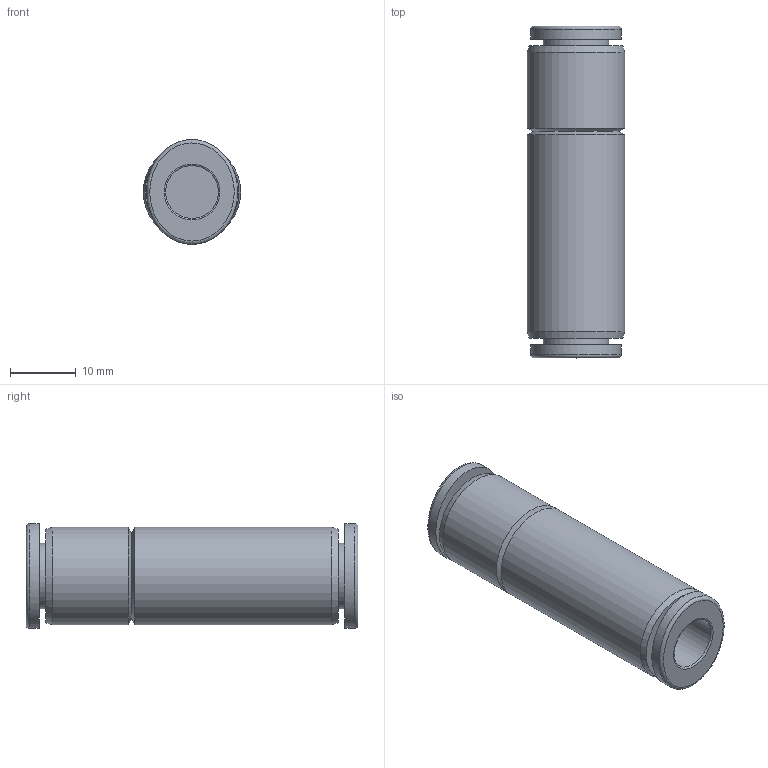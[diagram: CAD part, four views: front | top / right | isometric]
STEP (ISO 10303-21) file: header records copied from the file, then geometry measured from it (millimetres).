
FILE_DESCRIPTION(/* description */ ('Unknown'),/* implementation_level */ '2;1');
FILE_NAME(/* name */ 'CP3.08',/* time_stamp */ '2021-04-08T12:02:43-04:00',/* author */ ('Unknown'),/* organization */ ('Unknown'),/* preprocessor_version */ 'ST-DEVELOPER v16.7',/* originating_system */ 'Solid Edge',/* authorisation */ 'Unknown');
FILE_SCHEMA (('AUTOMOTIVE_DESIGN {1 0 10303 214 3 1 1}'));
Length unit declared in the file: millimetre
Products named in the file (1): CP3.08
Bounding box: 14.8 x 50.4 x 15.9 mm (x, y, z)
Volume: 7437.3 mm3; surface area: 3537.6 mm2
Topology: 1 solids, 1 shells, 24 faces, 45 edges, 29 vertices
Faces by surface type: plane 8, cylinder 6, bspline 4, cone 4, torus 2
Full cylindrical faces by diameter (mm): 8 x2, 10 x2, 14.8 x2
Entity records: 704 total; most frequent: CARTESIAN_POINT 297, DIRECTION 80, ORIENTED_EDGE 46, EDGE_LOOP 46, FACE_BOUND 46, AXIS2_PLACEMENT_3D 40, ADVANCED_FACE 24, EDGE_CURVE 23
